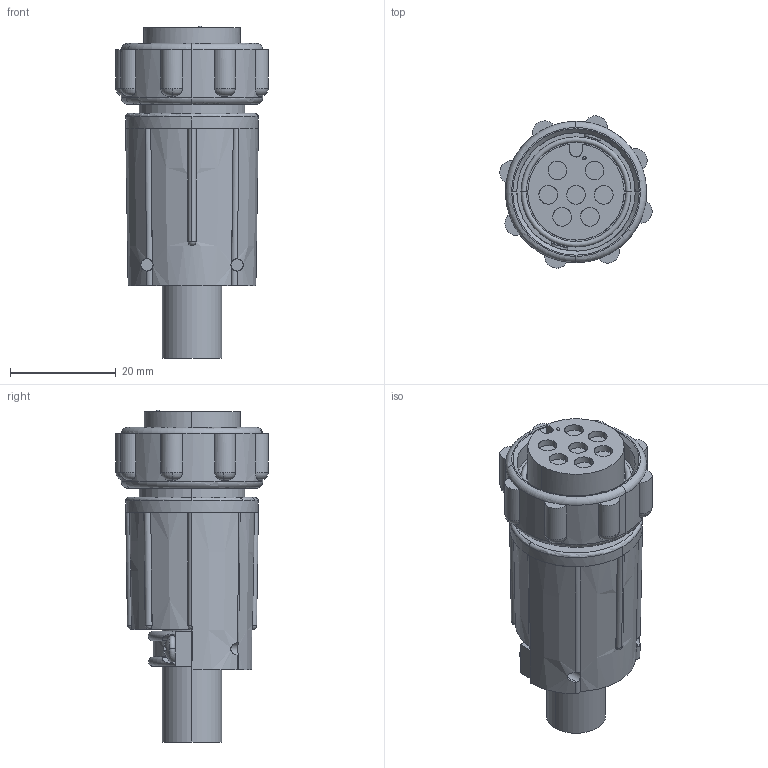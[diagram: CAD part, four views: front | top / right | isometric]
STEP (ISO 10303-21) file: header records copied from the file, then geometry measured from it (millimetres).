
FILE_DESCRIPTION (( 'STEP AP203' ), '1' );
FILE_NAME ('13180-7SG-331.STEP', '2012-11-28T21:19:53', ( 'J0FPBF1' ), ( '' ), 'SwSTEP 2.0', 'SolidWorks 2012', '' );
FILE_SCHEMA (( 'CONFIG_CONTROL_DESIGN' ));
Length unit declared in the file: inch
Products named in the file (1): 13180-7SG-331
Bounding box: 28.75 x 28.75 x 62.69 mm (x, y, z)
Volume: 21392.9 mm3; surface area: 7228.3 mm2
Topology: 1 solids, 1 shells, 234 faces, 599 edges, 382 vertices
Faces by surface type: plane 109, cylinder 73, torus 35, sphere 9, cone 8
Entity records: 9960 total; most frequent: CARTESIAN_POINT 4420, ORIENTED_EDGE 1188, DIRECTION 1104, EDGE_CURVE 594, AXIS2_PLACEMENT_3D 451, VERTEX_POINT 380, EDGE_LOOP 252, FACE_OUTER_BOUND 234
